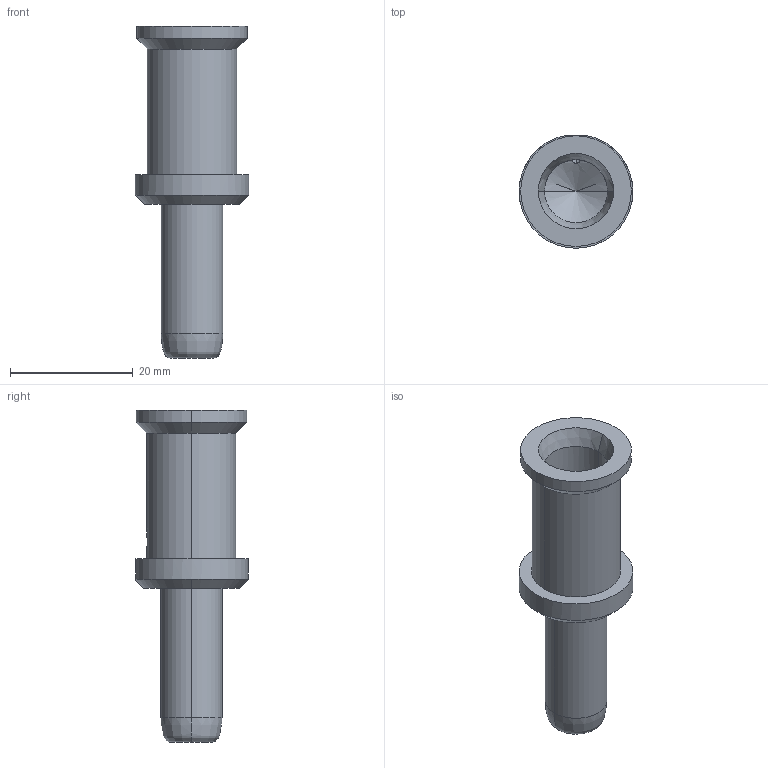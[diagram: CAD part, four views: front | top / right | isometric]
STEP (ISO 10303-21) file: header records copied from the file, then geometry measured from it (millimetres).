
FILE_DESCRIPTION((''),'2;1');
FILE_NAME('CHSM250','2017-05-27T',('tl.yang'),(''),'PRO/ENGINEER BY PARAMETRIC TECHNOLOGY CORPORATION, 2011500','PRO/ENGINEER BY PARAMETRIC TECHNOLOGY CORPORATION, 2011500','');
FILE_SCHEMA(('CONFIG_CONTROL_DESIGN'));
Length unit declared in the file: millimetre
Products named in the file (1): CHSM250
Bounding box: 18.5 x 18.3 x 54 mm (x, y, z)
Volume: 5439.4 mm3; surface area: 3491.9 mm2
Topology: 1 solids, 1 shells, 26 faces, 59 edges, 35 vertices
Faces by surface type: cylinder 11, cone 8, plane 5, revolution 2
Entity records: 866 total; most frequent: CARTESIAN_POINT 244, DIRECTION 125, ORIENTED_EDGE 114, EDGE_CURVE 57, AXIS2_PLACEMENT_3D 51, VERTEX_POINT 35, EDGE_LOOP 30, CIRCLE 27
